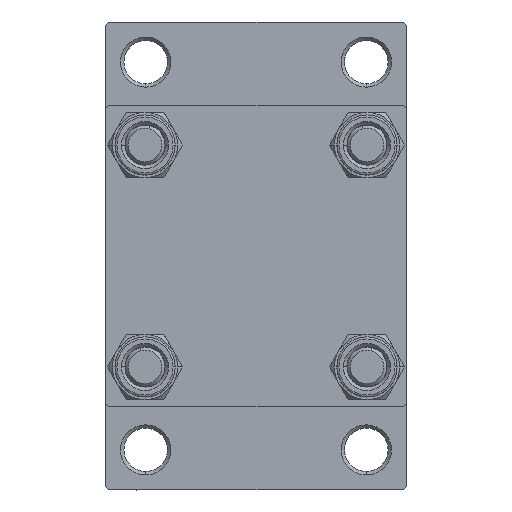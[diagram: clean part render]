
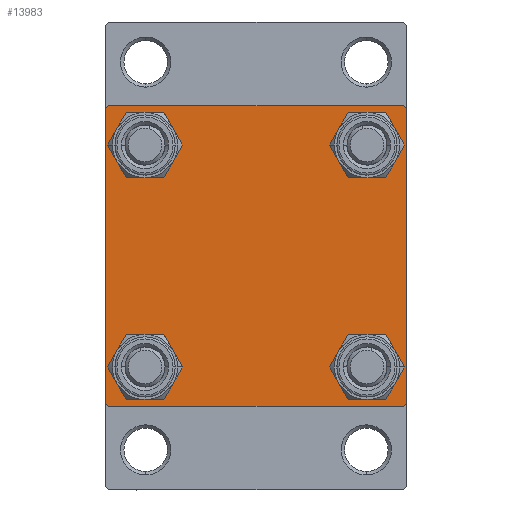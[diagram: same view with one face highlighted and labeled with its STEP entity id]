
A CAD part, left-side view. The second image highlights one B-rep face of the part: STEP entity #13983.
In plain terms, the highlighted planar face has unit normal (-1, 0, 0).
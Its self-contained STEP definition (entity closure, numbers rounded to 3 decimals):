
#416 = CARTESIAN_POINT ( 'NONE',  ( 0., -22., -22.5 ) ) ;
#988 = DIRECTION ( 'NONE',  ( 1., 0., 0. ) ) ;
#1427 = DIRECTION ( 'NONE',  ( 0., 0., 1. ) ) ;
#1616 = CARTESIAN_POINT ( 'NONE',  ( 0., -22.25, 22.25 ) ) ;
#1941 = AXIS2_PLACEMENT_3D ( 'NONE', #9654, #21081, #17506 ) ;
#2260 = PLANE ( 'NONE',  #46842 ) ;
#2343 = AXIS2_PLACEMENT_3D ( 'NONE', #31456, #6437, #46006 ) ;
#2451 = CARTESIAN_POINT ( 'NONE',  ( 0., 22., 22.5 ) ) ;
#3049 = EDGE_CURVE ( 'NONE', #12054, #18860, #30512, .T. ) ;
#3053 = AXIS2_PLACEMENT_3D ( 'NONE', #29008, #7322, #14239 ) ;
#3127 = CARTESIAN_POINT ( 'NONE',  ( 0., -16.6, -20.1 ) ) ;
#3187 = VECTOR ( 'NONE', #39610, 1000. ) ;
#3879 = VECTOR ( 'NONE', #42565, 1000. ) ;
#4086 = AXIS2_PLACEMENT_3D ( 'NONE', #15780, #30301, #9104 ) ;
#4294 = CARTESIAN_POINT ( 'NONE',  ( 0., 16.6, 16.6 ) ) ;
#4477 = VERTEX_POINT ( 'NONE', #41533 ) ;
#4939 = DIRECTION ( 'NONE',  ( 0., 0., -1. ) ) ;
#5336 = CARTESIAN_POINT ( 'NONE',  ( 0., 22.5, -22. ) ) ;
#5374 = CIRCLE ( 'NONE', #43427, 3.5 ) ;
#5732 = ORIENTED_EDGE ( 'NONE', *, *, #13172, .T. ) ;
#5753 = EDGE_LOOP ( 'NONE', ( #29091, #27447 ) ) ;
#5888 = CARTESIAN_POINT ( 'NONE',  ( 0., 22.25, 22.25 ) ) ;
#5978 = VERTEX_POINT ( 'NONE', #14403 ) ;
#6437 = DIRECTION ( 'NONE',  ( 1., 0., 0. ) ) ;
#7322 = DIRECTION ( 'NONE',  ( 1., 0., 0. ) ) ;
#7634 = DIRECTION ( 'NONE',  ( 1., 0., 0. ) ) ;
#8080 = CARTESIAN_POINT ( 'NONE',  ( 0., -22.25, -22.25 ) ) ;
#8143 = CARTESIAN_POINT ( 'NONE',  ( 0., 22.5, 22. ) ) ;
#9104 = DIRECTION ( 'NONE',  ( 0., 0., 1. ) ) ;
#9409 = EDGE_CURVE ( 'NONE', #4477, #38811, #19352, .T. ) ;
#9591 = CARTESIAN_POINT ( 'NONE',  ( 0., 16.6, -20.1 ) ) ;
#9654 = CARTESIAN_POINT ( 'NONE',  ( 0., -16.6, 16.6 ) ) ;
#9774 = CARTESIAN_POINT ( 'NONE',  ( 0., 16.6, -16.6 ) ) ;
#9944 = EDGE_CURVE ( 'NONE', #31753, #28150, #17084, .T. ) ;
#10123 = DIRECTION ( 'NONE',  ( -1., 0., 0. ) ) ;
#10167 = EDGE_CURVE ( 'NONE', #5978, #10578, #29981, .T. ) ;
#10545 = CIRCLE ( 'NONE', #26499, 3.5 ) ;
#10578 = VERTEX_POINT ( 'NONE', #36724 ) ;
#10713 = LINE ( 'NONE', #17866, #38511 ) ;
#11443 = DIRECTION ( 'NONE',  ( 0., 0., 1. ) ) ;
#11939 = LINE ( 'NONE', #40066, #38800 ) ;
#12054 = VERTEX_POINT ( 'NONE', #29058 ) ;
#13172 = EDGE_CURVE ( 'NONE', #41731, #31883, #31595, .T. ) ;
#13983 = ADVANCED_FACE ( 'NONE', ( #31089, #24423, #27526, #45642, #35365 ), #2260, .T. ) ;
#14239 = DIRECTION ( 'NONE',  ( 0., 0., 1. ) ) ;
#14382 = ORIENTED_EDGE ( 'NONE', *, *, #14563, .F. ) ;
#14403 = CARTESIAN_POINT ( 'NONE',  ( 0., -22.5, 22. ) ) ;
#14563 = EDGE_CURVE ( 'NONE', #5978, #42426, #10713, .T. ) ;
#14876 = ORIENTED_EDGE ( 'NONE', *, *, #35933, .F. ) ;
#15258 = VERTEX_POINT ( 'NONE', #8143 ) ;
#15780 = CARTESIAN_POINT ( 'NONE',  ( 0., 16.6, -16.6 ) ) ;
#16157 = LINE ( 'NONE', #5888, #3879 ) ;
#16480 = ORIENTED_EDGE ( 'NONE', *, *, #39632, .T. ) ;
#16811 = DIRECTION ( 'NONE',  ( 0., 0., 1. ) ) ;
#17084 = CIRCLE ( 'NONE', #36865, 3.5 ) ;
#17213 = VECTOR ( 'NONE', #4939, 1000. ) ;
#17463 = LINE ( 'NONE', #46528, #3187 ) ;
#17506 = DIRECTION ( 'NONE',  ( 0., 0., 1. ) ) ;
#17866 = CARTESIAN_POINT ( 'NONE',  ( 0., -22.5, 22.5 ) ) ;
#18665 = ORIENTED_EDGE ( 'NONE', *, *, #10167, .T. ) ;
#18860 = VERTEX_POINT ( 'NONE', #3127 ) ;
#19352 = CIRCLE ( 'NONE', #45979, 3.5 ) ;
#21081 = DIRECTION ( 'NONE',  ( 1., 0., 0. ) ) ;
#21097 = VERTEX_POINT ( 'NONE', #25300 ) ;
#21748 = ORIENTED_EDGE ( 'NONE', *, *, #28388, .T. ) ;
#22325 = ORIENTED_EDGE ( 'NONE', *, *, #42393, .T. ) ;
#22378 = DIRECTION ( 'NONE',  ( 0., 0.707, 0.707 ) ) ;
#23065 = CARTESIAN_POINT ( 'NONE',  ( 0., 22.5, 22.5 ) ) ;
#23151 = VECTOR ( 'NONE', #22378, 1000. ) ;
#23448 = ORIENTED_EDGE ( 'NONE', *, *, #23953, .T. ) ;
#23953 = EDGE_CURVE ( 'NONE', #31883, #41731, #10545, .T. ) ;
#23963 = EDGE_CURVE ( 'NONE', #21097, #33018, #30266, .T. ) ;
#24423 = FACE_BOUND ( 'NONE', #44937, .T. ) ;
#25300 = CARTESIAN_POINT ( 'NONE',  ( 0., 22., -22.5 ) ) ;
#26499 = AXIS2_PLACEMENT_3D ( 'NONE', #41004, #34080, #1427 ) ;
#26661 = DIRECTION ( 'NONE',  ( 0., -0.707, 0.707 ) ) ;
#27447 = ORIENTED_EDGE ( 'NONE', *, *, #9409, .T. ) ;
#27526 = FACE_BOUND ( 'NONE', #34220, .T. ) ;
#28150 = VERTEX_POINT ( 'NONE', #31048 ) ;
#28388 = EDGE_CURVE ( 'NONE', #18860, #12054, #36525, .T. ) ;
#29008 = CARTESIAN_POINT ( 'NONE',  ( 0., -16.6, -16.6 ) ) ;
#29058 = CARTESIAN_POINT ( 'NONE',  ( 0., -16.6, -13.1 ) ) ;
#29091 = ORIENTED_EDGE ( 'NONE', *, *, #32688, .T. ) ;
#29453 = EDGE_LOOP ( 'NONE', ( #22325, #40911, #30298, #16480, #14382, #18665, #14876, #38018 ) ) ;
#29568 = DIRECTION ( 'NONE',  ( 0., -0.707, -0.707 ) ) ;
#29974 = EDGE_CURVE ( 'NONE', #35811, #15258, #16157, .T. ) ;
#29981 = LINE ( 'NONE', #1616, #23151 ) ;
#30266 = LINE ( 'NONE', #33846, #34899 ) ;
#30298 = ORIENTED_EDGE ( 'NONE', *, *, #23963, .T. ) ;
#30299 = ORIENTED_EDGE ( 'NONE', *, *, #9944, .T. ) ;
#30301 = DIRECTION ( 'NONE',  ( 1., 0., 0. ) ) ;
#30512 = CIRCLE ( 'NONE', #2343, 3.5 ) ;
#31048 = CARTESIAN_POINT ( 'NONE',  ( 0., 16.6, -13.1 ) ) ;
#31089 = FACE_BOUND ( 'NONE', #41976, .T. ) ;
#31456 = CARTESIAN_POINT ( 'NONE',  ( 0., -16.6, -16.6 ) ) ;
#31595 = CIRCLE ( 'NONE', #1941, 3.5 ) ;
#31665 = DIRECTION ( 'NONE',  ( 1., 0., 0. ) ) ;
#31753 = VERTEX_POINT ( 'NONE', #9591 ) ;
#31848 = EDGE_CURVE ( 'NONE', #40331, #21097, #11939, .T. ) ;
#31883 = VERTEX_POINT ( 'NONE', #32911 ) ;
#32686 = ORIENTED_EDGE ( 'NONE', *, *, #36833, .T. ) ;
#32688 = EDGE_CURVE ( 'NONE', #38811, #4477, #5374, .T. ) ;
#32911 = CARTESIAN_POINT ( 'NONE',  ( 0., -16.6, 20.1 ) ) ;
#33018 = VERTEX_POINT ( 'NONE', #416 ) ;
#33762 = ORIENTED_EDGE ( 'NONE', *, *, #3049, .T. ) ;
#33805 = LINE ( 'NONE', #8080, #38407 ) ;
#33846 = CARTESIAN_POINT ( 'NONE',  ( 0., 22.5, -22.5 ) ) ;
#34080 = DIRECTION ( 'NONE',  ( 1., 0., 0. ) ) ;
#34220 = EDGE_LOOP ( 'NONE', ( #32686, #30299 ) ) ;
#34899 = VECTOR ( 'NONE', #45285, 1000. ) ;
#35365 = FACE_OUTER_BOUND ( 'NONE', #29453, .T. ) ;
#35475 = DIRECTION ( 'NONE',  ( 0., 0., 1. ) ) ;
#35811 = VERTEX_POINT ( 'NONE', #2451 ) ;
#35933 = EDGE_CURVE ( 'NONE', #35811, #10578, #17463, .T. ) ;
#36525 = CIRCLE ( 'NONE', #3053, 3.5 ) ;
#36724 = CARTESIAN_POINT ( 'NONE',  ( 0., -22., 22.5 ) ) ;
#36833 = EDGE_CURVE ( 'NONE', #28150, #31753, #45929, .T. ) ;
#36865 = AXIS2_PLACEMENT_3D ( 'NONE', #9774, #31665, #35475 ) ;
#37610 = CARTESIAN_POINT ( 'NONE',  ( 0., 16.6, 20.1 ) ) ;
#38018 = ORIENTED_EDGE ( 'NONE', *, *, #29974, .T. ) ;
#38407 = VECTOR ( 'NONE', #26661, 1000. ) ;
#38511 = VECTOR ( 'NONE', #47158, 1000. ) ;
#38720 = CARTESIAN_POINT ( 'NONE',  ( 0., 0., 0. ) ) ;
#38800 = VECTOR ( 'NONE', #29568, 1000. ) ;
#38811 = VERTEX_POINT ( 'NONE', #37610 ) ;
#39610 = DIRECTION ( 'NONE',  ( 0., -1., 0. ) ) ;
#39632 = EDGE_CURVE ( 'NONE', #33018, #42426, #33805, .T. ) ;
#40066 = CARTESIAN_POINT ( 'NONE',  ( 0., 22.25, -22.25 ) ) ;
#40331 = VERTEX_POINT ( 'NONE', #5336 ) ;
#40911 = ORIENTED_EDGE ( 'NONE', *, *, #31848, .T. ) ;
#40929 = CARTESIAN_POINT ( 'NONE',  ( 0., -22.5, -22. ) ) ;
#41004 = CARTESIAN_POINT ( 'NONE',  ( 0., -16.6, 16.6 ) ) ;
#41037 = CARTESIAN_POINT ( 'NONE',  ( 0., 16.6, 16.6 ) ) ;
#41169 = LINE ( 'NONE', #23065, #17213 ) ;
#41533 = CARTESIAN_POINT ( 'NONE',  ( 0., 16.6, 13.1 ) ) ;
#41731 = VERTEX_POINT ( 'NONE', #43735 ) ;
#41976 = EDGE_LOOP ( 'NONE', ( #23448, #5732 ) ) ;
#42393 = EDGE_CURVE ( 'NONE', #15258, #40331, #41169, .T. ) ;
#42426 = VERTEX_POINT ( 'NONE', #40929 ) ;
#42565 = DIRECTION ( 'NONE',  ( 0., 0.707, -0.707 ) ) ;
#43427 = AXIS2_PLACEMENT_3D ( 'NONE', #4294, #7634, #11443 ) ;
#43735 = CARTESIAN_POINT ( 'NONE',  ( 0., -16.6, 13.1 ) ) ;
#44853 = DIRECTION ( 'NONE',  ( 0., 0., 1. ) ) ;
#44937 = EDGE_LOOP ( 'NONE', ( #33762, #21748 ) ) ;
#45285 = DIRECTION ( 'NONE',  ( 0., -1., 0. ) ) ;
#45642 = FACE_BOUND ( 'NONE', #5753, .T. ) ;
#45929 = CIRCLE ( 'NONE', #4086, 3.5 ) ;
#45979 = AXIS2_PLACEMENT_3D ( 'NONE', #41037, #988, #44853 ) ;
#46006 = DIRECTION ( 'NONE',  ( 0., 0., 1. ) ) ;
#46528 = CARTESIAN_POINT ( 'NONE',  ( 0., 22.5, 22.5 ) ) ;
#46842 = AXIS2_PLACEMENT_3D ( 'NONE', #38720, #10123, #16811 ) ;
#47158 = DIRECTION ( 'NONE',  ( 0., 0., -1. ) ) ;
